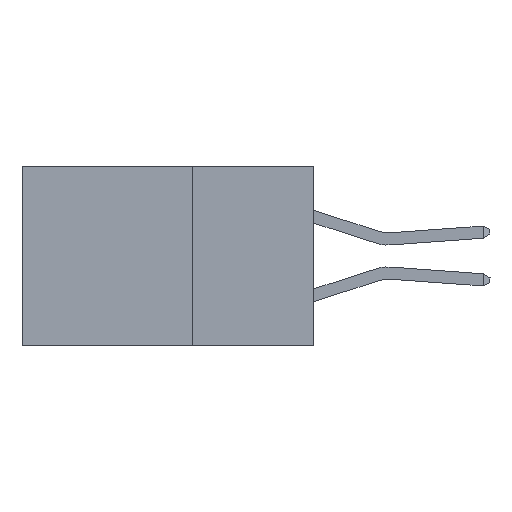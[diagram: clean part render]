
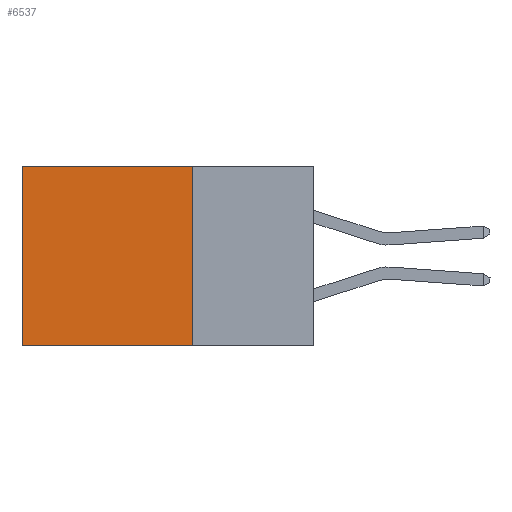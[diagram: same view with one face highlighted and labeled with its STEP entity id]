
A CAD part, left-side view. The second image highlights one B-rep face of the part: STEP entity #6537.
In plain terms, the highlighted planar face has unit normal (-1, 0, 0).
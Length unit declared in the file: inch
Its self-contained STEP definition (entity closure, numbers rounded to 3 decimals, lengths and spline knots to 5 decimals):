
#1332 = EDGE_CURVE ( 'NONE', #3001, #4313, #7623, .T. ) ;
#1427 = CARTESIAN_POINT ( 'NONE',  ( 0.2875, 0.25, -0.37 ) ) ;
#1488 = DIRECTION ( 'NONE',  ( 0., 1., 0. ) ) ;
#1719 = VECTOR ( 'NONE', #1488, 39.37008 ) ;
#2046 = VECTOR ( 'NONE', #8528, 39.37008 ) ;
#2978 = VECTOR ( 'NONE', #7509, 39.37008 ) ;
#3001 = VERTEX_POINT ( 'NONE', #1427 ) ;
#3214 = LINE ( 'NONE', #9547, #2978 ) ;
#3373 = DIRECTION ( 'NONE',  ( 0., 0., -1. ) ) ;
#3554 = EDGE_CURVE ( 'NONE', #5026, #4484, #7902, .T. ) ;
#3561 = CARTESIAN_POINT ( 'NONE',  ( 0.2875, 0.25, 0. ) ) ;
#3655 = CARTESIAN_POINT ( 'NONE',  ( 0.2875, 0.6, 0. ) ) ;
#4293 = DIRECTION ( 'NONE',  ( 0., 0., -1. ) ) ;
#4313 = VERTEX_POINT ( 'NONE', #9543 ) ;
#4484 = VERTEX_POINT ( 'NONE', #3655 ) ;
#5026 = VERTEX_POINT ( 'NONE', #6513 ) ;
#5046 = FACE_OUTER_BOUND ( 'NONE', #5846, .T. ) ;
#5615 = LINE ( 'NONE', #9107, #9005 ) ;
#5781 = EDGE_CURVE ( 'NONE', #5026, #3001, #5615, .T. ) ;
#5846 = EDGE_LOOP ( 'NONE', ( #8836, #8868, #8896, #8927 ) ) ;
#6513 = CARTESIAN_POINT ( 'NONE',  ( 0.2875, 0.25, 0. ) ) ;
#6537 = ADVANCED_FACE ( 'NONE', ( #5046 ), #7982, .F. ) ;
#6711 = EDGE_CURVE ( 'NONE', #4484, #4313, #3214, .T. ) ;
#7509 = DIRECTION ( 'NONE',  ( 0., 0., -1. ) ) ;
#7623 = LINE ( 'NONE', #7649, #1719 ) ;
#7649 = CARTESIAN_POINT ( 'NONE',  ( 0.2875, 0.25, -0.37 ) ) ;
#7855 = AXIS2_PLACEMENT_3D ( 'NONE', #3561, #8657, #4293 ) ;
#7902 = LINE ( 'NONE', #8025, #2046 ) ;
#7982 = PLANE ( 'NONE',  #7855 ) ;
#8025 = CARTESIAN_POINT ( 'NONE',  ( 0.2875, 0.25, 0. ) ) ;
#8528 = DIRECTION ( 'NONE',  ( 0., 1., 0. ) ) ;
#8657 = DIRECTION ( 'NONE',  ( 1., 0., 0. ) ) ;
#8836 = ORIENTED_EDGE ( 'NONE', *, *, #6711, .T. ) ;
#8868 = ORIENTED_EDGE ( 'NONE', *, *, #1332, .F. ) ;
#8896 = ORIENTED_EDGE ( 'NONE', *, *, #5781, .F. ) ;
#8927 = ORIENTED_EDGE ( 'NONE', *, *, #3554, .T. ) ;
#9005 = VECTOR ( 'NONE', #3373, 39.37008 ) ;
#9107 = CARTESIAN_POINT ( 'NONE',  ( 0.2875, 0.25, 0. ) ) ;
#9543 = CARTESIAN_POINT ( 'NONE',  ( 0.2875, 0.6, -0.37 ) ) ;
#9547 = CARTESIAN_POINT ( 'NONE',  ( 0.2875, 0.6, 0. ) ) ;
